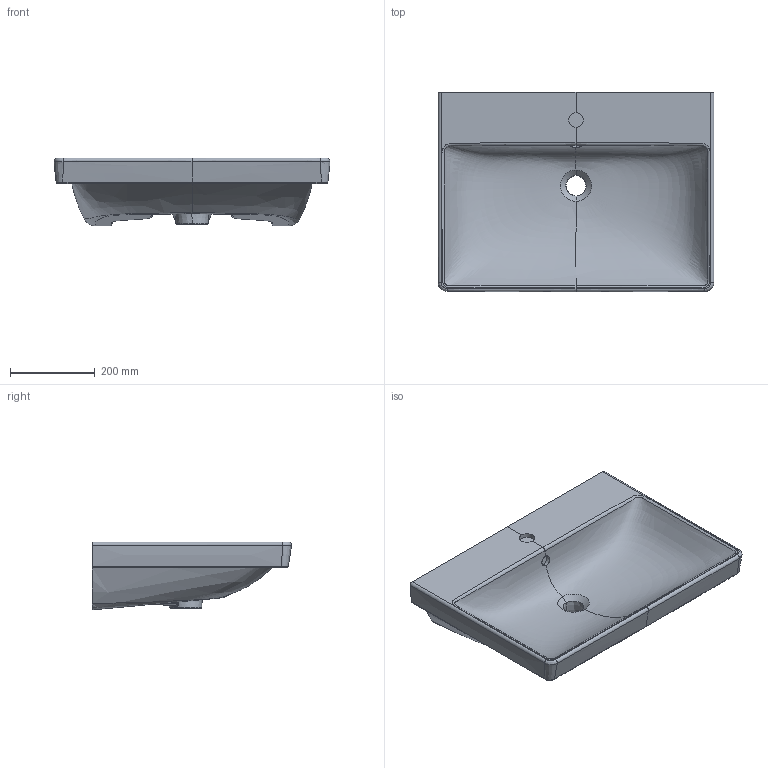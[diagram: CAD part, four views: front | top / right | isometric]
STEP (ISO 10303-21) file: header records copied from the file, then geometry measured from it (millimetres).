
FILE_DESCRIPTION(/* description */ (''),/* implementation_level */ '2;1');
FILE_NAME(/* name */ '415865_Avento_VWB_65.stp',/* time_stamp */ '2019-02-18T09:27:35+01:00',/* author */ (''),/* organization */ (''),/* preprocessor_version */ 'ST-DEVELOPER v16',/* originating_system */ 'SIEMENS PLM Software NX 10.0',/* authorisation */ '');
FILE_SCHEMA (('AUTOMOTIVE_DESIGN { 1 0 10303 214 3 1 1 1 }'));
Length unit declared in the file: millimetre
Products named in the file (1): math227069EC3xir
Bounding box: 650 x 470 x 160 mm (x, y, z)
Volume: 16873754.5 mm3; surface area: 907931.7 mm2
Topology: 1 solids, 1 shells, 158 faces, 385 edges, 229 vertices
Faces by surface type: bspline 101, plane 26, cylinder 19, extrusion 8, sphere 2, cone 2
Full cylindrical faces by diameter (mm): 35 x1
Entity records: 30965 total; most frequent: CARTESIAN_POINT 28087, ORIENTED_EDGE 768, EDGE_CURVE 384, DIRECTION 336, VERTEX_POINT 229, B_SPLINE_CURVE_WITH_KNOTS 193, EDGE_LOOP 161, ADVANCED_FACE 158
